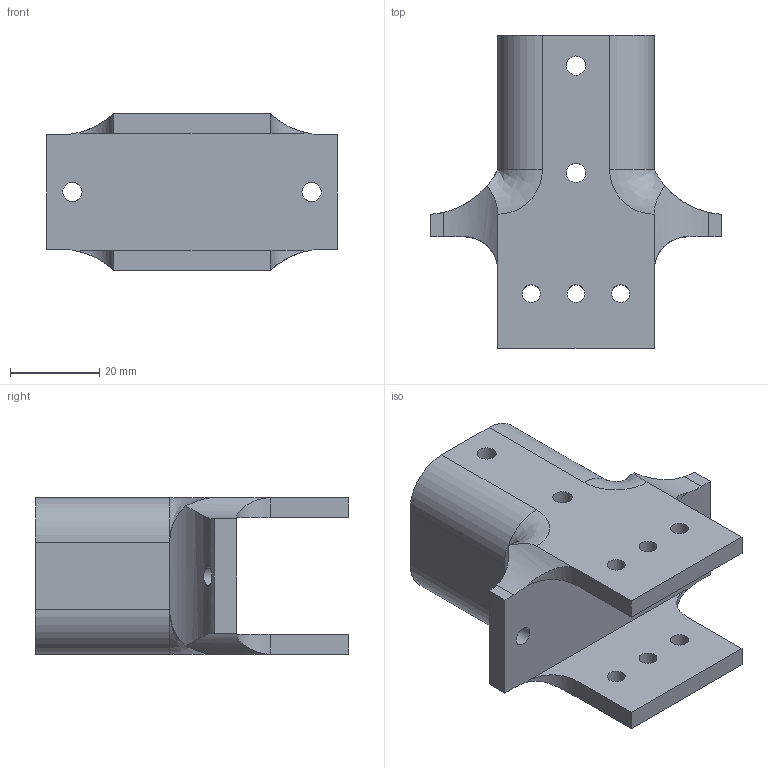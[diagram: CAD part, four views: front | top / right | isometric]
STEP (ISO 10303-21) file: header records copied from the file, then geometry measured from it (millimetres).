
FILE_DESCRIPTION(/* description */ (''),/* implementation_level */ '2;1');
FILE_NAME(/* name */ 'side coupler_.step',/* time_stamp */ '2025-08-05T14:31:00-07:00',/* author */ (''),/* organization */ (''),/* preprocessor_version */ 'ST-DEVELOPER v20.1',/* originating_system */ 'Autodesk Translation Framework v14.10.0.0',/* authorisation */ '');
FILE_SCHEMA (('AUTOMOTIVE_DESIGN { 1 0 10303 214 3 1 1 }'));
Length unit declared in the file: inch
Products named in the file (2): side coupler; Component1
Assembly tree (1 placements, depth 2):
  side coupler
    Component1
Bounding box: 65 x 70 x 35 mm (x, y, z)
Volume: 39976.2 mm3; surface area: 18320.9 mm2
Topology: 1 solids, 1 shells, 55 faces, 153 edges, 97 vertices
Faces by surface type: cylinder 26, plane 25, bspline 4
Full cylindrical faces by diameter (mm): 4 x6, 4.3 x6
Entity records: 2037 total; most frequent: CARTESIAN_POINT 559, ORIENTED_EDGE 298, DIRECTION 284, EDGE_CURVE 149, AXIS2_PLACEMENT_3D 100, VERTEX_POINT 97, LINE 84, VECTOR 84
